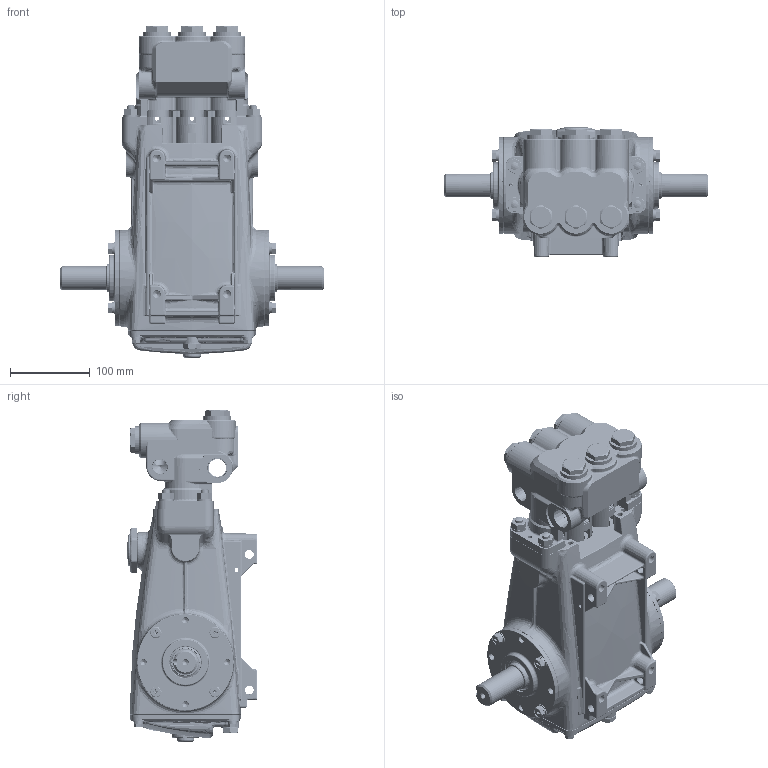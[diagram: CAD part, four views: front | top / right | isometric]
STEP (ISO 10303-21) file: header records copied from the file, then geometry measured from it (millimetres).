
FILE_DESCRIPTION (( 'STEP AP203' ), '1' );
FILE_NAME ('1061X.STEP', '2025-09-11T18:00:23', ( '' ), ( '' ), 'SwSTEP 2.0', 'SolidWorks 2025', '' );
FILE_SCHEMA (( 'CONFIG_CONTROL_DESIGN' ));
Length unit declared in the file: inch
Products named in the file (1): 1061X
Bounding box: 330 x 163.49 x 416 mm (x, y, z)
Volume: 3147120.2 mm3; surface area: 927989.7 mm2
Topology: 82 solids, 82 shells, 5616 faces, 13888 edges, 8355 vertices
Faces by surface type: plane 1649, cylinder 1493, bspline 969, cone 826, torus 545, sphere 134
Entity records: 249419 total; most frequent: CARTESIAN_POINT 125793, ORIENTED_EDGE 27164, DIRECTION 24246, EDGE_CURVE 13582, AXIS2_PLACEMENT_3D 9897, VERTEX_POINT 8345, EDGE_LOOP 6073, ADVANCED_FACE 5615
